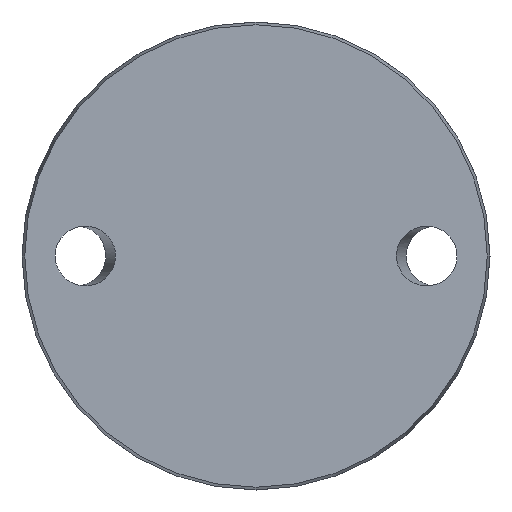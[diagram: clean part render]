
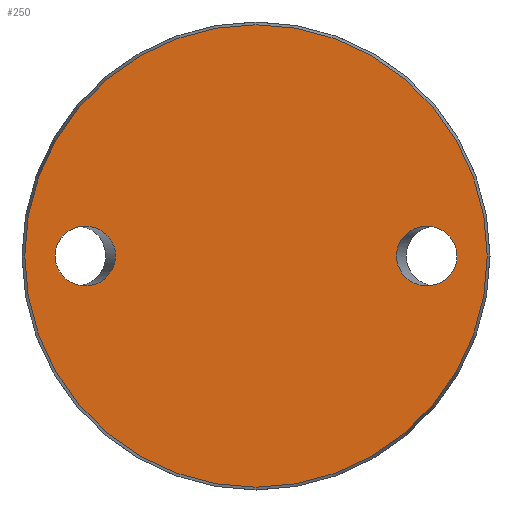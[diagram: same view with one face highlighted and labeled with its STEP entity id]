
A CAD part, front view. The second image highlights one B-rep face of the part: STEP entity #250.
In plain terms, the highlighted planar face has unit normal (0, -1, 0).
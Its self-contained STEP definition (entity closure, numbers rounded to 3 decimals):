
#26 = EDGE_LOOP ( 'NONE', ( #819 ) ) ;
#38 = AXIS2_PLACEMENT_3D ( 'NONE', #745, #61, #878 ) ;
#46 = EDGE_CURVE ( 'NONE', #903, #903, #334, .T. ) ;
#61 = DIRECTION ( 'NONE',  ( 0., 1., 0. ) ) ;
#93 = CARTESIAN_POINT ( 'NONE',  ( 0., 0., -48.425 ) ) ;
#101 = CARTESIAN_POINT ( 'NONE',  ( -29.413, 0., 12.5 ) ) ;
#122 = CARTESIAN_POINT ( 'NONE',  ( 29.413, 0., 12.5 ) ) ;
#125 = EDGE_LOOP ( 'NONE', ( #243 ) ) ;
#136 = CARTESIAN_POINT ( 'NONE',  ( 29.413, 0., 0. ) ) ;
#145 = EDGE_CURVE ( 'NONE', #701, #701, #646, .T. ) ;
#162 = AXIS2_PLACEMENT_3D ( 'NONE', #977, #289, #898 ) ;
#172 = VERTEX_POINT ( 'NONE', #93 ) ;
#194 = FACE_OUTER_BOUND ( 'NONE', #26, .T. ) ;
#218 = CARTESIAN_POINT ( 'NONE',  ( -42.087, 0., 0. ) ) ;
#243 = ORIENTED_EDGE ( 'NONE', *, *, #145, .F. ) ;
#250 = ADVANCED_FACE ( 'NONE', ( #569, #732, #194 ), #352, .F. ) ;
#261 = EDGE_LOOP ( 'NONE', ( #494 ) ) ;
#289 = DIRECTION ( 'NONE',  ( 0., -1., 0. ) ) ;
#334 =( BOUNDED_CURVE ( )  B_SPLINE_CURVE ( 3, ( #718, #721, #101, #860, #855, #935, #481 ),
 .UNSPECIFIED., .T., .T. ) 
 B_SPLINE_CURVE_WITH_KNOTS ( ( 4, 3, 4 ),
 ( 0., 3.142, 6.283 ),
 .UNSPECIFIED. ) 
 CURVE ( )  GEOMETRIC_REPRESENTATION_ITEM ( )  RATIONAL_B_SPLINE_CURVE ( ( 1., 0.333, 0.333, 1., 0.333, 0.333, 1. ) ) 
 REPRESENTATION_ITEM ( '' )  );
#347 = CARTESIAN_POINT ( 'NONE',  ( 29.413, 0., 0. ) ) ;
#352 = PLANE ( 'NONE',  #38 ) ;
#386 = CARTESIAN_POINT ( 'NONE',  ( 29.413, 0., 0. ) ) ;
#481 = CARTESIAN_POINT ( 'NONE',  ( -42.087, 0., 0. ) ) ;
#494 = ORIENTED_EDGE ( 'NONE', *, *, #46, .T. ) ;
#569 = FACE_BOUND ( 'NONE', #261, .T. ) ;
#587 = CARTESIAN_POINT ( 'NONE',  ( 42.087, 0., 12.5 ) ) ;
#589 = CIRCLE ( 'NONE', #162, 48.425 ) ;
#646 =( BOUNDED_CURVE ( )  B_SPLINE_CURVE ( 3, ( #347, #811, #965, #728, #587, #122, #136 ),
 .UNSPECIFIED., .T., .T. ) 
 B_SPLINE_CURVE_WITH_KNOTS ( ( 4, 3, 4 ),
 ( 0., 3.142, 6.283 ),
 .UNSPECIFIED. ) 
 CURVE ( )  GEOMETRIC_REPRESENTATION_ITEM ( )  RATIONAL_B_SPLINE_CURVE ( ( 1., 0.333, 0.333, 1., 0.333, 0.333, 1. ) ) 
 REPRESENTATION_ITEM ( '' )  );
#701 = VERTEX_POINT ( 'NONE', #386 ) ;
#718 = CARTESIAN_POINT ( 'NONE',  ( -42.087, 0., 0. ) ) ;
#721 = CARTESIAN_POINT ( 'NONE',  ( -42.087, 0., 12.5 ) ) ;
#728 = CARTESIAN_POINT ( 'NONE',  ( 42.087, 0., 0. ) ) ;
#732 = FACE_BOUND ( 'NONE', #125, .T. ) ;
#745 = CARTESIAN_POINT ( 'NONE',  ( -48.425, 0., 0. ) ) ;
#811 = CARTESIAN_POINT ( 'NONE',  ( 29.413, 0., -12.5 ) ) ;
#819 = ORIENTED_EDGE ( 'NONE', *, *, #985, .T. ) ;
#855 = CARTESIAN_POINT ( 'NONE',  ( -29.413, 0., -12.5 ) ) ;
#860 = CARTESIAN_POINT ( 'NONE',  ( -29.413, 0., 0. ) ) ;
#878 = DIRECTION ( 'NONE',  ( 0., 0., 1. ) ) ;
#898 = DIRECTION ( 'NONE',  ( 0., 0., -1. ) ) ;
#903 = VERTEX_POINT ( 'NONE', #218 ) ;
#935 = CARTESIAN_POINT ( 'NONE',  ( -42.087, 0., -12.5 ) ) ;
#965 = CARTESIAN_POINT ( 'NONE',  ( 42.087, 0., -12.5 ) ) ;
#977 = CARTESIAN_POINT ( 'NONE',  ( 0., 0., 0. ) ) ;
#985 = EDGE_CURVE ( 'NONE', #172, #172, #589, .T. ) ;
